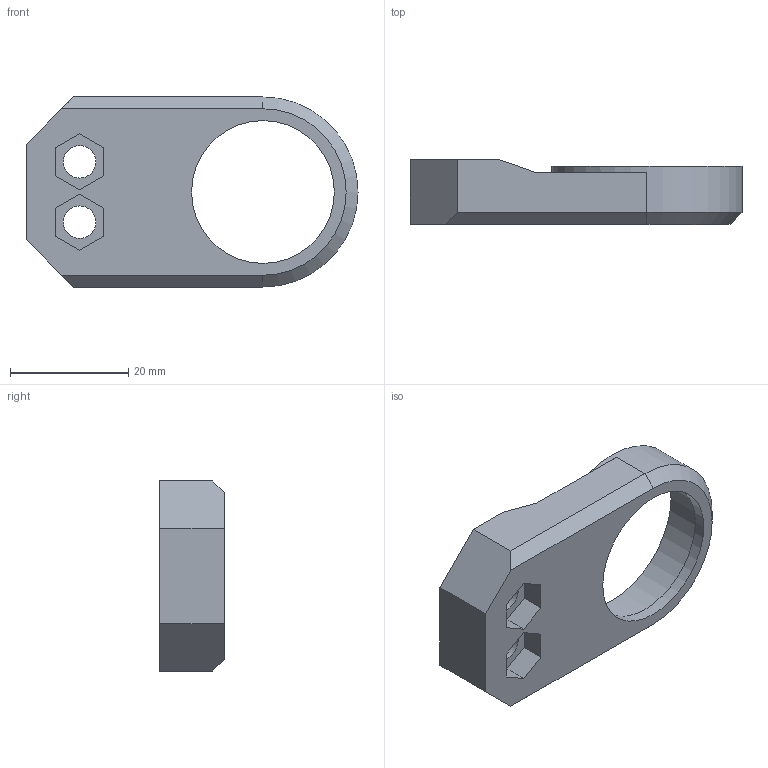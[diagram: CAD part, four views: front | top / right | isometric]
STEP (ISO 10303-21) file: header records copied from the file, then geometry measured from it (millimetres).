
FILE_DESCRIPTION(/* description */ (''),/* implementation_level */ '2;1');
FILE_NAME(/* name */ 'AM_BearingArt.stp',/* time_stamp */ '2024-11-03T10:23:03-05:00',/* author */ ('yulio'),/* organization */ (''),/* preprocessor_version */ 'ST-DEVELOPER v20',/* originating_system */ 'Autodesk Inventor 2024',/* authorisation */ '');
FILE_SCHEMA (('AUTOMOTIVE_DESIGN { 1 0 10303 214 3 1 1 }'));
Length unit declared in the file: millimetre
Products named in the file (1): Articulacion1
Bounding box: 56.05 x 10.95 x 32.1 mm (x, y, z)
Volume: 7324.2 mm3; surface area: 5629.5 mm2
Topology: 1 solids, 1 shells, 42 faces, 107 edges, 70 vertices
Faces by surface type: plane 35, cylinder 5, torus 1, cone 1
Full cylindrical faces by diameter (mm): 5.5 x2, 24.1 x1, 28.1 x1, 32.1 x1
Entity records: 1328 total; most frequent: CARTESIAN_POINT 242, ORIENTED_EDGE 214, DIRECTION 207, EDGE_CURVE 107, LINE 89, VECTOR 89, VERTEX_POINT 70, AXIS2_PLACEMENT_3D 59
